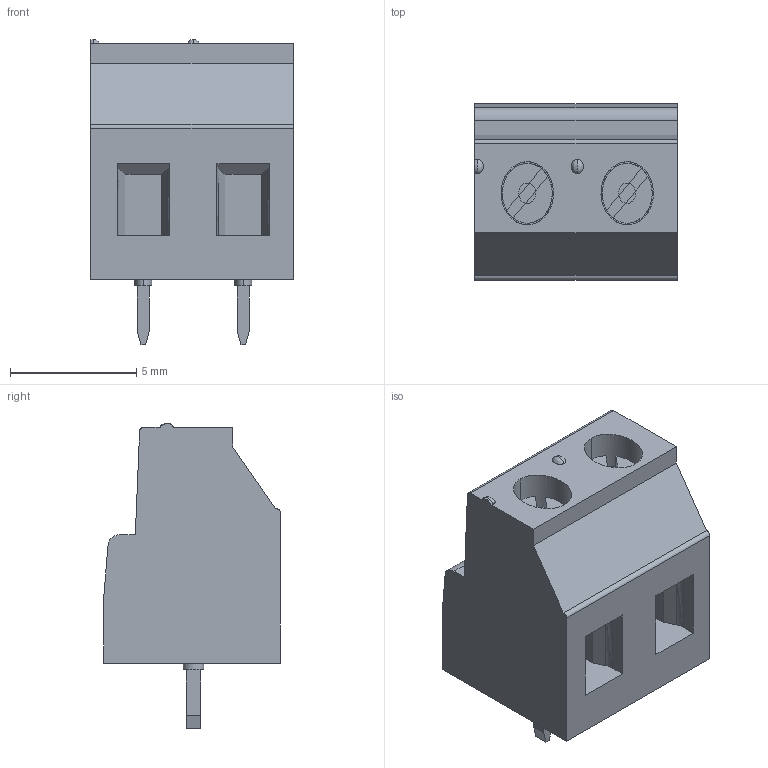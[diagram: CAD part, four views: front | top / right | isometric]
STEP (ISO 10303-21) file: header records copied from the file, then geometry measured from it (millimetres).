
FILE_DESCRIPTION(('FreeCAD Model'),'2;1');
FILE_NAME( 'x3d_Phoenix2mini.step' ,'2017-12-08T13:10:27',('kicad StepUp'),('ksu MCAD'), 'Open CASCADE STEP processor 6.8','FreeCAD','Unknown');
FILE_SCHEMA(('AUTOMOTIVE_DESIGN_CC2 { 1 2 10303 214 -1 1 5 4 }'));
Length unit declared in the file: millimetre
Products named in the file (2): ASSEMBLY; x3d_Phoenix2mini
Assembly tree (1 placements, depth 2):
  ASSEMBLY
    x3d_Phoenix2mini
Bounding box: 8.02 x 6.99 x 12.12 mm (x, y, z)
Volume: 418.5 mm3; surface area: 440.4 mm2
Topology: 1 solids, 1 shells, 147 faces, 370 edges, 240 vertices
Faces by surface type: bspline 147
Entity records: 5143 total; most frequent: CARTESIAN_POINT 1888, ORIENTED_EDGE 740, EDGE_CURVE 370, B_SPLINE_CURVE_WITH_KNOTS 264, VERTEX_POINT 240, FACE_BOUND 162, EDGE_LOOP 162, ADVANCED_FACE 147
